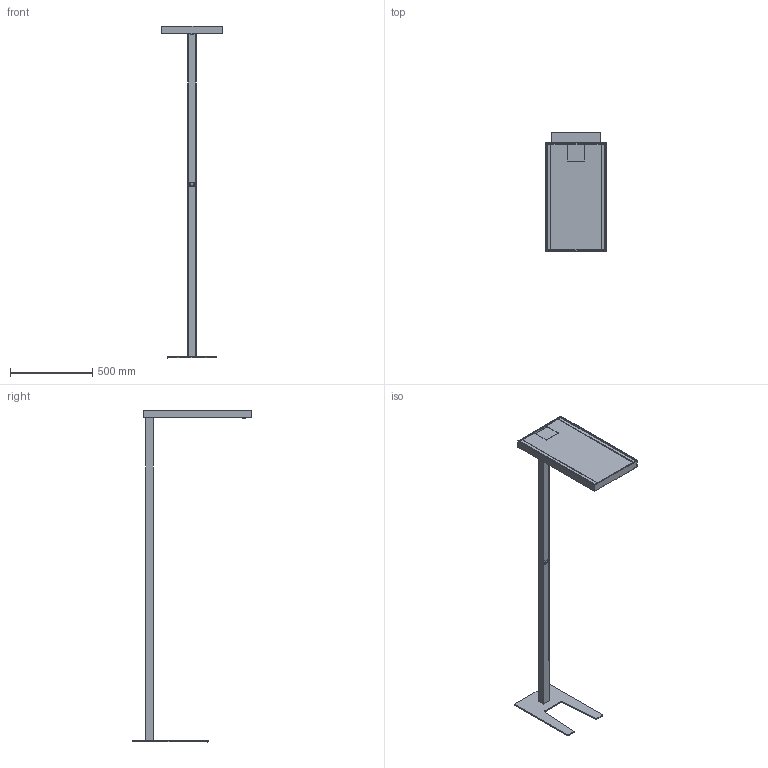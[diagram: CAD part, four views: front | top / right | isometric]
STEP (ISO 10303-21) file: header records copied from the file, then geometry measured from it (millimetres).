
FILE_DESCRIPTION (( 'STEP AP214' ), '1' );
FILE_NAME ('FS_CMFT.STEP', '2025-04-02T07:45:33', ( '' ), ( '' ), 'SwSTEP 2.0', 'SolidWorks 2024', '' );
FILE_SCHEMA (( 'AUTOMOTIVE_DESIGN' ));
Length unit declared in the file: millimetre
Products named in the file (1): FS_CMFT
Bounding box: 370 x 724.79 x 2023 mm (x, y, z)
Volume: 3361051.1 mm3; surface area: 2601385.3 mm2
Topology: 9 solids, 9 shells, 152 faces, 434 edges, 308 vertices
Faces by surface type: plane 125, cylinder 26, sphere 1
Full cylindrical faces by diameter (mm): 20 x1, 20.042 x1
Entity records: 5138 total; most frequent: CARTESIAN_POINT 1038, ORIENTED_EDGE 862, DIRECTION 743, EDGE_CURVE 431, VECTOR 351, LINE 351, VERTEX_POINT 307, AXIS2_PLACEMENT_3D 196
